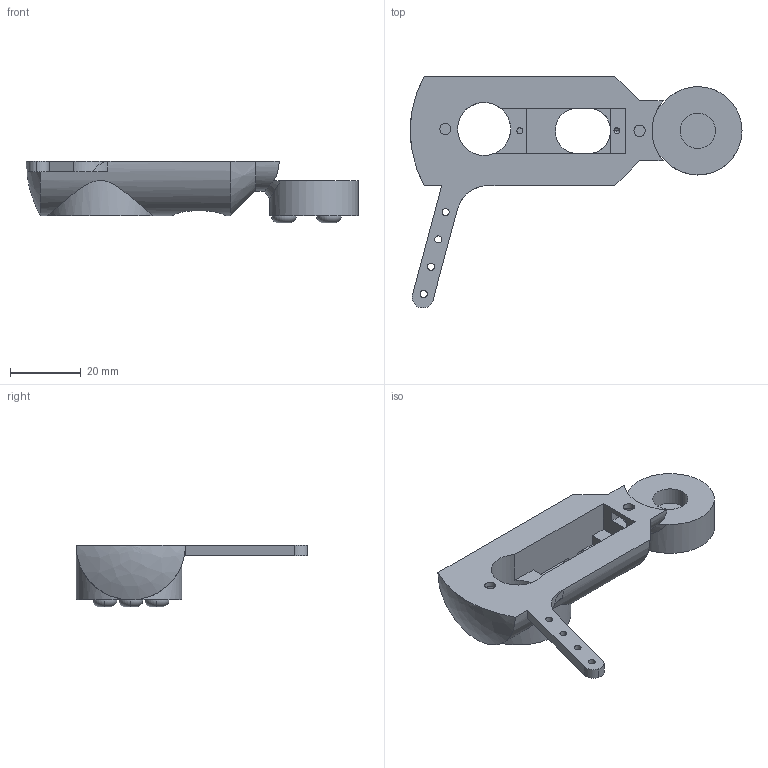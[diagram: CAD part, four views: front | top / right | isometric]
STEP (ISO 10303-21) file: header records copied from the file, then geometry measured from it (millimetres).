
FILE_DESCRIPTION (( 'STEP AP203' ), '1' );
FILE_NAME ('neck-bottom-left.STEP', '2019-10-22T11:35:02', ( '' ), ( '' ), 'SwSTEP 2.0', 'SolidWorks 2013', '' );
FILE_SCHEMA (( 'CONFIG_CONTROL_DESIGN' ));
Length unit declared in the file: millimetre
Products named in the file (1): neck-bottom-left
Bounding box: 94 x 65.67 x 17.5 mm (x, y, z)
Volume: 21820.4 mm3; surface area: 9921.2 mm2
Topology: 1 solids, 1 shells, 94 faces, 248 edges, 162 vertices
Faces by surface type: plane 41, cylinder 40, torus 8, bspline 4, cone 1
Entity records: 3774 total; most frequent: CARTESIAN_POINT 1313, DIRECTION 502, ORIENTED_EDGE 492, EDGE_CURVE 246, AXIS2_PLACEMENT_3D 192, VERTEX_POINT 162, LINE 118, VECTOR 118
